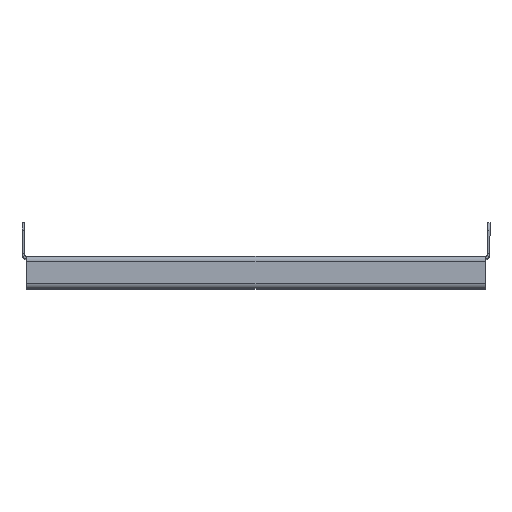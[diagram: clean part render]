
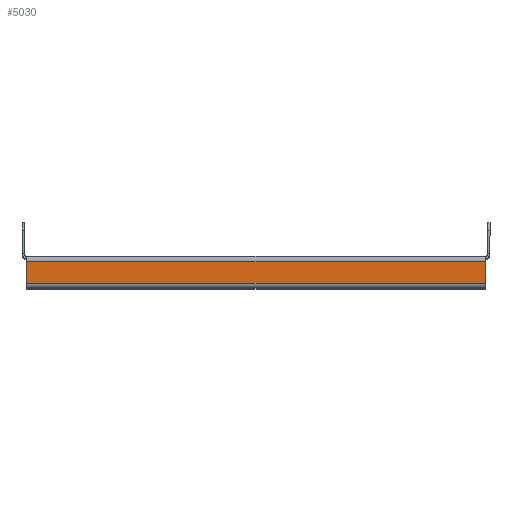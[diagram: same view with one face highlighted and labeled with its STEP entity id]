
A CAD part, top view. The second image highlights one B-rep face of the part: STEP entity #5030.
In plain terms, the highlighted planar face has unit normal (0, 0, 1).
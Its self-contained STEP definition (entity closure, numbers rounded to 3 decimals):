
#27 = VECTOR ( 'NONE', #2311, 1000. ) ;
#270 = VERTEX_POINT ( 'NONE', #2136 ) ;
#540 = DIRECTION ( 'NONE',  ( 0., 1., 0. ) ) ;
#699 = VERTEX_POINT ( 'NONE', #5042 ) ;
#729 = CARTESIAN_POINT ( 'NONE',  ( 143., -3., 198.5 ) ) ;
#1064 = DIRECTION ( 'NONE',  ( 1., 0., 0. ) ) ;
#1297 = EDGE_LOOP ( 'NONE', ( #2043, #2764, #8168, #2288 ) ) ;
#1939 = DIRECTION ( 'NONE',  ( -1., 0., 0. ) ) ;
#2043 = ORIENTED_EDGE ( 'NONE', *, *, #5027, .F. ) ;
#2136 = CARTESIAN_POINT ( 'NONE',  ( -143., -3., 198.5 ) ) ;
#2276 = DIRECTION ( 'NONE',  ( 0., -1., 0. ) ) ;
#2288 = ORIENTED_EDGE ( 'NONE', *, *, #5643, .T. ) ;
#2311 = DIRECTION ( 'NONE',  ( 0., 1., 0. ) ) ;
#2444 = EDGE_CURVE ( 'NONE', #699, #5318, #7981, .T. ) ;
#2764 = ORIENTED_EDGE ( 'NONE', *, *, #2444, .T. ) ;
#3069 = CARTESIAN_POINT ( 'NONE',  ( -143., -24.243, 198.5 ) ) ;
#3524 = CARTESIAN_POINT ( 'NONE',  ( -146., -17., 198.5 ) ) ;
#4242 = PLANE ( 'NONE',  #8072 ) ;
#5027 = EDGE_CURVE ( 'NONE', #699, #270, #7410, .T. ) ;
#5030 = ADVANCED_FACE ( 'NONE', ( #6093 ), #4242, .T. ) ;
#5042 = CARTESIAN_POINT ( 'NONE',  ( -143., -17., 198.5 ) ) ;
#5318 = VERTEX_POINT ( 'NONE', #5926 ) ;
#5573 = VECTOR ( 'NONE', #1064, 1000. ) ;
#5643 = EDGE_CURVE ( 'NONE', #7801, #270, #7527, .T. ) ;
#5926 = CARTESIAN_POINT ( 'NONE',  ( 143., -17., 198.5 ) ) ;
#6011 = EDGE_CURVE ( 'NONE', #5318, #7801, #6130, .T. ) ;
#6050 = CARTESIAN_POINT ( 'NONE',  ( 143., -24.243, 198.5 ) ) ;
#6093 = FACE_OUTER_BOUND ( 'NONE', #1297, .T. ) ;
#6130 = LINE ( 'NONE', #6050, #27 ) ;
#6983 = CARTESIAN_POINT ( 'NONE',  ( 0., -3., 198.5 ) ) ;
#7410 = LINE ( 'NONE', #3069, #7668 ) ;
#7419 = VECTOR ( 'NONE', #1939, 1000. ) ;
#7453 = CARTESIAN_POINT ( 'NONE',  ( 0., 0., 198.5 ) ) ;
#7527 = LINE ( 'NONE', #6983, #7419 ) ;
#7668 = VECTOR ( 'NONE', #540, 1000. ) ;
#7801 = VERTEX_POINT ( 'NONE', #729 ) ;
#7945 = DIRECTION ( 'NONE',  ( 0., 0., 1. ) ) ;
#7981 = LINE ( 'NONE', #3524, #5573 ) ;
#8072 = AXIS2_PLACEMENT_3D ( 'NONE', #7453, #7945, #2276 ) ;
#8168 = ORIENTED_EDGE ( 'NONE', *, *, #6011, .T. ) ;
